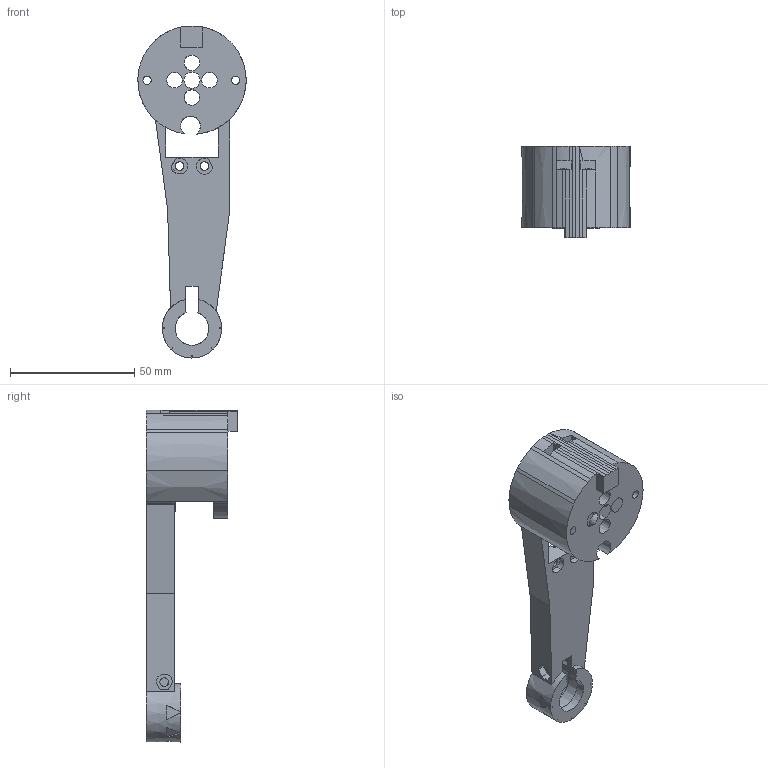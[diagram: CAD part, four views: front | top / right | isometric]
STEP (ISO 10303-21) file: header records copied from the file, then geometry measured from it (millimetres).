
FILE_DESCRIPTION(/* description */ (''),/* implementation_level */ '2;1');
FILE_NAME(/* name */ 'femur_r_b.step',/* time_stamp */ '2024-04-21T16:14:55+02:00',/* author */ (''),/* organization */ (''),/* preprocessor_version */ 'ST-DEVELOPER v20',/* originating_system */ 'Autodesk Translation Framework v12.20.1.177',/* authorisation */ '');
FILE_SCHEMA (('AUTOMOTIVE_DESIGN { 1 0 10303 214 3 1 1 }'));
Length unit declared in the file: millimetre
Products named in the file (1): femur_r_b
Bounding box: 43.64 x 36.72 x 133.76 mm (x, y, z)
Volume: 40607.5 mm3; surface area: 18814 mm2
Topology: 1 solids, 1 shells, 150 faces, 482 edges, 329 vertices
Faces by surface type: plane 95, cone 45, cylinder 7, sphere 2, bspline 1
Full cylindrical faces by diameter (mm): 3.3 x1, 6 x1
Entity records: 8512 total; most frequent: CARTESIAN_POINT 4148, ORIENTED_EDGE 960, DIRECTION 868, EDGE_CURVE 480, VERTEX_POINT 329, AXIS2_PLACEMENT_3D 310, LINE 248, VECTOR 248
